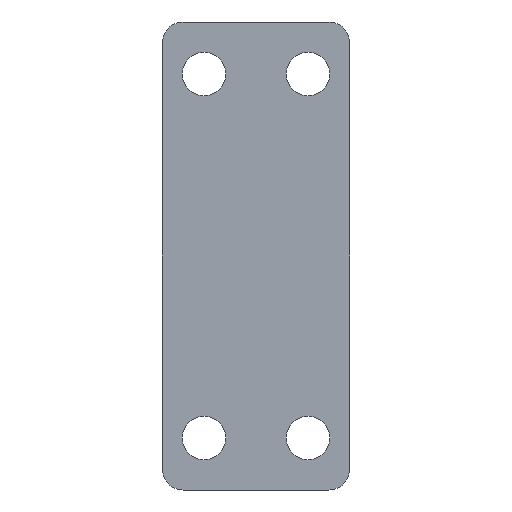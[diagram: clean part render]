
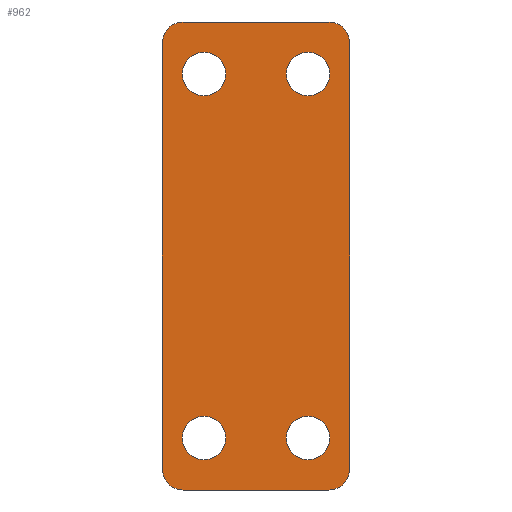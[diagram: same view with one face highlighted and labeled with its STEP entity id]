
A CAD part, front view. The second image highlights one B-rep face of the part: STEP entity #962.
In plain terms, the highlighted planar face has unit normal (0, -1, 0).
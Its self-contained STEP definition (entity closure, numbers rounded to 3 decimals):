
#15=FACE_BOUND('',#151,.T.);
#16=FACE_BOUND('',#152,.T.);
#17=FACE_BOUND('',#153,.T.);
#18=FACE_BOUND('',#154,.T.);
#58=PLANE('',#1061);
#104=FACE_OUTER_BOUND('',#150,.T.);
#150=EDGE_LOOP('',(#893,#894,#895,#896,#897,#898,#899,#900));
#151=EDGE_LOOP('',(#901));
#152=EDGE_LOOP('',(#902));
#153=EDGE_LOOP('',(#903));
#154=EDGE_LOOP('',(#904));
#249=LINE('',#1586,#353);
#252=LINE('',#1594,#356);
#255=LINE('',#1602,#359);
#258=LINE('',#1609,#362);
#353=VECTOR('',#1290,10.);
#356=VECTOR('',#1299,10.);
#359=VECTOR('',#1308,10.);
#362=VECTOR('',#1317,10.);
#382=CIRCLE('',#1036,2.1);
#384=CIRCLE('',#1040,2.1);
#386=CIRCLE('',#1044,2.1);
#388=CIRCLE('',#1048,2.1);
#389=CIRCLE('',#1050,2.);
#390=CIRCLE('',#1053,2.);
#391=CIRCLE('',#1056,2.);
#392=CIRCLE('',#1059,2.);
#468=VERTEX_POINT('',#1534);
#471=VERTEX_POINT('',#1549);
#474=VERTEX_POINT('',#1564);
#476=VERTEX_POINT('',#1575);
#477=VERTEX_POINT('',#1579);
#478=VERTEX_POINT('',#1581);
#479=VERTEX_POINT('',#1585);
#480=VERTEX_POINT('',#1589);
#481=VERTEX_POINT('',#1593);
#482=VERTEX_POINT('',#1597);
#483=VERTEX_POINT('',#1601);
#484=VERTEX_POINT('',#1605);
#591=EDGE_CURVE('',#468,#468,#382,.T.);
#597=EDGE_CURVE('',#471,#471,#384,.T.);
#603=EDGE_CURVE('',#474,#474,#386,.T.);
#608=EDGE_CURVE('',#476,#476,#388,.T.);
#610=EDGE_CURVE('',#478,#477,#389,.T.);
#612=EDGE_CURVE('',#479,#478,#249,.T.);
#614=EDGE_CURVE('',#480,#479,#390,.T.);
#616=EDGE_CURVE('',#481,#480,#252,.T.);
#618=EDGE_CURVE('',#482,#481,#391,.T.);
#620=EDGE_CURVE('',#483,#482,#255,.T.);
#622=EDGE_CURVE('',#484,#483,#392,.T.);
#624=EDGE_CURVE('',#477,#484,#258,.T.);
#893=ORIENTED_EDGE('',*,*,#624,.T.);
#894=ORIENTED_EDGE('',*,*,#622,.T.);
#895=ORIENTED_EDGE('',*,*,#620,.T.);
#896=ORIENTED_EDGE('',*,*,#618,.T.);
#897=ORIENTED_EDGE('',*,*,#616,.T.);
#898=ORIENTED_EDGE('',*,*,#614,.T.);
#899=ORIENTED_EDGE('',*,*,#612,.T.);
#900=ORIENTED_EDGE('',*,*,#610,.T.);
#901=ORIENTED_EDGE('',*,*,#591,.T.);
#902=ORIENTED_EDGE('',*,*,#597,.T.);
#903=ORIENTED_EDGE('',*,*,#603,.T.);
#904=ORIENTED_EDGE('',*,*,#608,.T.);
#962=ADVANCED_FACE('',(#104,#15,#16,#17,#18),#58,.F.);
#1036=AXIS2_PLACEMENT_3D('',#1536,#1250,#1251);
#1040=AXIS2_PLACEMENT_3D('',#1551,#1260,#1261);
#1044=AXIS2_PLACEMENT_3D('',#1566,#1270,#1271);
#1048=AXIS2_PLACEMENT_3D('',#1577,#1280,#1281);
#1050=AXIS2_PLACEMENT_3D('',#1582,#1285,#1286);
#1053=AXIS2_PLACEMENT_3D('',#1590,#1294,#1295);
#1056=AXIS2_PLACEMENT_3D('',#1598,#1303,#1304);
#1059=AXIS2_PLACEMENT_3D('',#1606,#1312,#1313);
#1061=AXIS2_PLACEMENT_3D('',#1610,#1318,#1319);
#1250=DIRECTION('center_axis',(0.,1.,0.));
#1251=DIRECTION('ref_axis',(-1.,0.,0.));
#1260=DIRECTION('center_axis',(0.,1.,0.));
#1261=DIRECTION('ref_axis',(-1.,0.,0.));
#1270=DIRECTION('center_axis',(0.,1.,0.));
#1271=DIRECTION('ref_axis',(-1.,0.,0.));
#1280=DIRECTION('center_axis',(0.,1.,0.));
#1281=DIRECTION('ref_axis',(-1.,0.,0.));
#1285=DIRECTION('center_axis',(0.,-1.,0.));
#1286=DIRECTION('ref_axis',(0.,0.,-1.));
#1290=DIRECTION('',(0.,0.,-1.));
#1294=DIRECTION('center_axis',(0.,-1.,0.));
#1295=DIRECTION('ref_axis',(-1.,0.,0.));
#1299=DIRECTION('',(-1.,0.,0.));
#1303=DIRECTION('center_axis',(0.,-1.,0.));
#1304=DIRECTION('ref_axis',(0.,0.,1.));
#1308=DIRECTION('',(0.,0.,1.));
#1312=DIRECTION('center_axis',(0.,-1.,0.));
#1313=DIRECTION('ref_axis',(1.,0.,0.));
#1317=DIRECTION('',(1.,0.,0.));
#1318=DIRECTION('center_axis',(0.,1.,0.));
#1319=DIRECTION('ref_axis',(0.,0.,1.));
#1534=CARTESIAN_POINT('',(-2.9,-8.,-17.5));
#1536=CARTESIAN_POINT('Origin',(-5.,-8.,-17.5));
#1549=CARTESIAN_POINT('',(7.1,-8.,-17.5));
#1551=CARTESIAN_POINT('Origin',(5.,-8.,-17.5));
#1564=CARTESIAN_POINT('',(7.1,-8.,17.5));
#1566=CARTESIAN_POINT('Origin',(5.,-8.,17.5));
#1575=CARTESIAN_POINT('',(-2.9,-8.,17.5));
#1577=CARTESIAN_POINT('Origin',(-5.,-8.,17.5));
#1579=CARTESIAN_POINT('',(-7.,-8.,-22.5));
#1581=CARTESIAN_POINT('',(-9.,-8.,-20.5));
#1582=CARTESIAN_POINT('Origin',(-7.,-8.,-20.5));
#1585=CARTESIAN_POINT('',(-9.,-8.,20.5));
#1586=CARTESIAN_POINT('',(-9.,-8.,-20.5));
#1589=CARTESIAN_POINT('',(-7.,-8.,22.5));
#1590=CARTESIAN_POINT('Origin',(-7.,-8.,20.5));
#1593=CARTESIAN_POINT('',(7.,-8.,22.5));
#1594=CARTESIAN_POINT('',(-7.,-8.,22.5));
#1597=CARTESIAN_POINT('',(9.,-8.,20.5));
#1598=CARTESIAN_POINT('Origin',(7.,-8.,20.5));
#1601=CARTESIAN_POINT('',(9.,-8.,-20.5));
#1602=CARTESIAN_POINT('',(9.,-8.,20.5));
#1605=CARTESIAN_POINT('',(7.,-8.,-22.5));
#1606=CARTESIAN_POINT('Origin',(7.,-8.,-20.5));
#1609=CARTESIAN_POINT('',(7.,-8.,-22.5));
#1610=CARTESIAN_POINT('Origin',(0.,-8.,0.));
